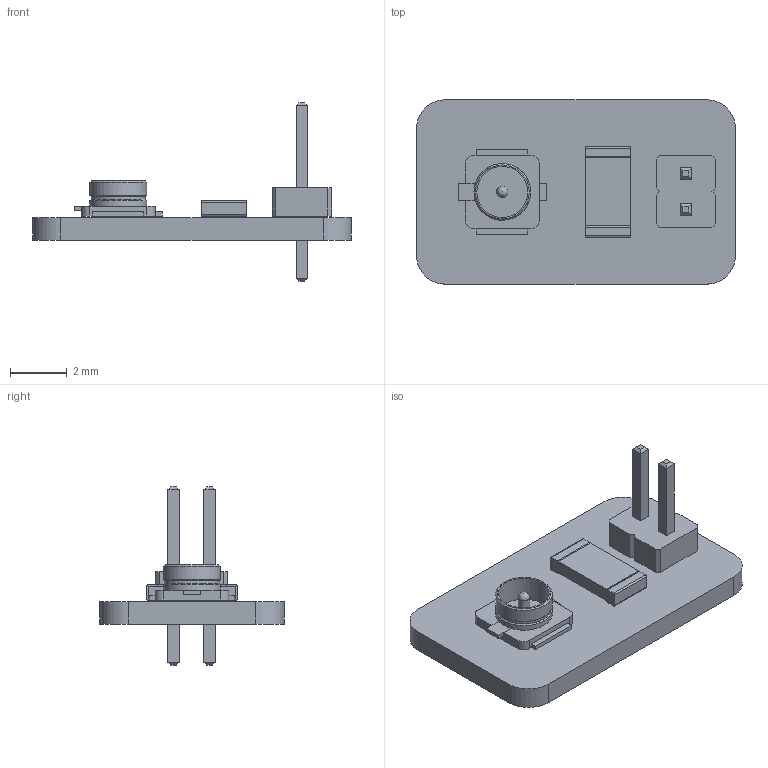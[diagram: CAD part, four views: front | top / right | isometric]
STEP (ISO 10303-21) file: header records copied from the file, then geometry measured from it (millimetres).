
FILE_DESCRIPTION(('KiCad electronic assembly'),'2;1');
FILE_NAME('coil_terminator.step','2022-12-05T13:00:07',('Pcbnew'),( 'Kicad'),'Open CASCADE STEP processor 7.5','KiCad to STEP converter' ,'Unknown');
FILE_SCHEMA(('AUTOMOTIVE_DESIGN { 1 0 10303 214 1 1 1 1 }'));
Length unit declared in the file: millimetre
Products named in the file (8): coil_terminator 1; R_1206_3216Metric; SOLID; U.FL_Hirose_U.FL-R-SMT-1_Vertical; PinHeader_1x02_P1.27mm_Vertical; coil_terminator PCB
Assembly tree (7 placements, depth 3):
  coil_terminator 1
    R_1206_3216Metric
      SOLID
    U.FL_Hirose_U.FL-R-SMT-1_Vertical
      SOLID
    PinHeader_1x02_P1.27mm_Vertical
      SOLID
    coil_terminator PCB
Bounding box: 11.25 x 6.5 x 6.3 mm (x, y, z)
Volume: 69.9 mm3; surface area: 256.1 mm2
Topology: 4 solids, 4 shells, 136 faces, 337 edges, 214 vertices
Faces by surface type: plane 109, cylinder 23, cone 3, sphere 1
Full cylindrical faces by diameter (mm): 0.4 x1, 0.65 x2, 1.8 x1, 1.92 x1, 2 x2
Entity records: 9427 total; most frequent: CARTESIAN_POINT 1486, DIRECTION 1335, LINE 896, VECTOR 896, ORIENTED_EDGE 672, PCURVE 672, DEFINITIONAL_REPRESENTATION 672, EDGE_CURVE 336
